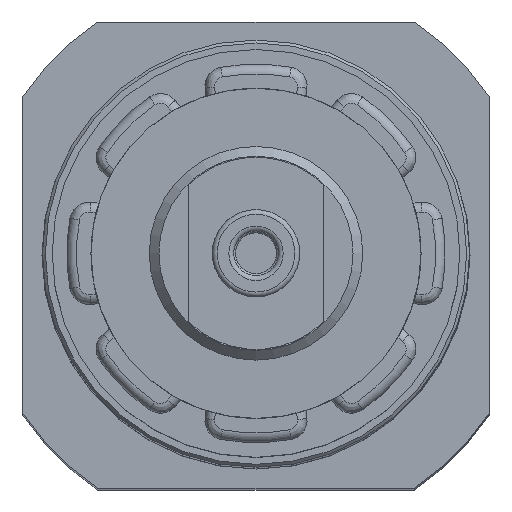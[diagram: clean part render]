
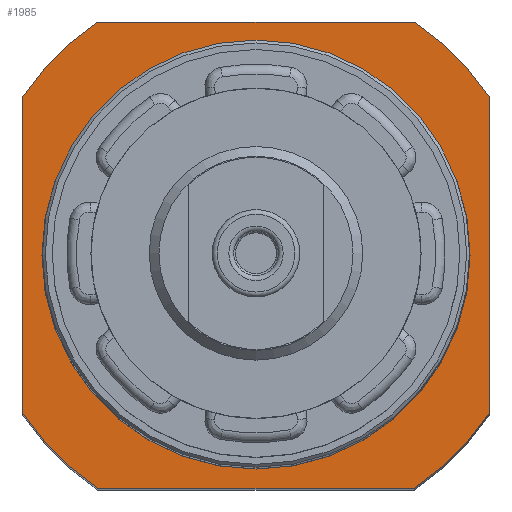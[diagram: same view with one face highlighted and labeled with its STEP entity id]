
A CAD part, top view. The second image highlights one B-rep face of the part: STEP entity #1985.
In plain terms, the highlighted planar face has unit normal (0, 0, 1).
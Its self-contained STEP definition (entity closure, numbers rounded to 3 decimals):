
#62=FACE_BOUND('',#560,.T.);
#87=PLANE('',#2262);
#183=LINE('',#3545,#289);
#184=LINE('',#3549,#290);
#185=LINE('',#3553,#291);
#186=LINE('',#3556,#292);
#289=VECTOR('',#2811,1000.);
#290=VECTOR('',#2814,1000.);
#291=VECTOR('',#2817,1000.);
#292=VECTOR('',#2820,1000.);
#425=FACE_OUTER_BOUND('',#559,.T.);
#559=EDGE_LOOP('',(#1610,#1611,#1612,#1613,#1614,#1615,#1616,#1617));
#560=EDGE_LOOP('',(#1618));
#729=CIRCLE('',#2193,22.05);
#780=CIRCLE('',#2263,29.);
#781=CIRCLE('',#2264,29.);
#782=CIRCLE('',#2265,29.);
#783=CIRCLE('',#2266,29.);
#909=VERTEX_POINT('',#3366);
#972=VERTEX_POINT('',#3541);
#973=VERTEX_POINT('',#3542);
#974=VERTEX_POINT('',#3544);
#975=VERTEX_POINT('',#3546);
#976=VERTEX_POINT('',#3548);
#977=VERTEX_POINT('',#3550);
#978=VERTEX_POINT('',#3552);
#979=VERTEX_POINT('',#3554);
#1126=EDGE_CURVE('',#909,#909,#729,.T.);
#1218=EDGE_CURVE('',#972,#973,#780,.T.);
#1219=EDGE_CURVE('',#974,#972,#183,.T.);
#1220=EDGE_CURVE('',#975,#974,#781,.T.);
#1221=EDGE_CURVE('',#976,#975,#184,.T.);
#1222=EDGE_CURVE('',#977,#976,#782,.T.);
#1223=EDGE_CURVE('',#978,#977,#185,.T.);
#1224=EDGE_CURVE('',#979,#978,#783,.T.);
#1225=EDGE_CURVE('',#973,#979,#186,.T.);
#1610=ORIENTED_EDGE('',*,*,#1218,.F.);
#1611=ORIENTED_EDGE('',*,*,#1219,.F.);
#1612=ORIENTED_EDGE('',*,*,#1220,.F.);
#1613=ORIENTED_EDGE('',*,*,#1221,.F.);
#1614=ORIENTED_EDGE('',*,*,#1222,.F.);
#1615=ORIENTED_EDGE('',*,*,#1223,.F.);
#1616=ORIENTED_EDGE('',*,*,#1224,.F.);
#1617=ORIENTED_EDGE('',*,*,#1225,.F.);
#1618=ORIENTED_EDGE('',*,*,#1126,.T.);
#1985=ADVANCED_FACE('',(#425,#62),#87,.F.);
#2193=AXIS2_PLACEMENT_3D('',#3368,#2628,#2629);
#2262=AXIS2_PLACEMENT_3D('',#3540,#2807,#2808);
#2263=AXIS2_PLACEMENT_3D('',#3543,#2809,#2810);
#2264=AXIS2_PLACEMENT_3D('',#3547,#2812,#2813);
#2265=AXIS2_PLACEMENT_3D('',#3551,#2815,#2816);
#2266=AXIS2_PLACEMENT_3D('',#3555,#2818,#2819);
#2628=DIRECTION('center_axis',(0.,0.,-1.));
#2629=DIRECTION('ref_axis',(-1.,0.,0.));
#2807=DIRECTION('center_axis',(0.,0.,-1.));
#2808=DIRECTION('ref_axis',(-1.,0.,0.));
#2809=DIRECTION('center_axis',(0.,0.,-1.));
#2810=DIRECTION('ref_axis',(-1.,0.,0.));
#2811=DIRECTION('',(0.,-1.,0.));
#2812=DIRECTION('center_axis',(0.,0.,-1.));
#2813=DIRECTION('ref_axis',(-1.,0.,0.));
#2814=DIRECTION('',(1.,0.,0.));
#2815=DIRECTION('center_axis',(0.,0.,-1.));
#2816=DIRECTION('ref_axis',(-1.,0.,0.));
#2817=DIRECTION('',(0.,1.,0.));
#2818=DIRECTION('center_axis',(0.,0.,-1.));
#2819=DIRECTION('ref_axis',(-1.,0.,0.));
#2820=DIRECTION('',(-1.,0.,0.));
#3366=CARTESIAN_POINT('',(-66.355,15.964,125.814));
#3368=CARTESIAN_POINT('Origin',(-44.305,15.964,125.814));
#3540=CARTESIAN_POINT('Origin',(-44.305,15.964,125.814));
#3541=CARTESIAN_POINT('',(-20.305,-0.315,125.814));
#3542=CARTESIAN_POINT('',(-28.027,-8.036,125.814));
#3543=CARTESIAN_POINT('Origin',(-44.305,15.964,125.814));
#3544=CARTESIAN_POINT('',(-20.305,32.243,125.814));
#3545=CARTESIAN_POINT('',(-20.305,-0.315,125.814));
#3546=CARTESIAN_POINT('',(-28.027,39.964,125.814));
#3547=CARTESIAN_POINT('Origin',(-44.305,15.964,125.814));
#3548=CARTESIAN_POINT('',(-60.584,39.964,125.814));
#3549=CARTESIAN_POINT('',(-60.584,39.964,125.814));
#3550=CARTESIAN_POINT('',(-68.305,32.243,125.814));
#3551=CARTESIAN_POINT('Origin',(-44.305,15.964,125.814));
#3552=CARTESIAN_POINT('',(-68.305,-0.315,125.814));
#3553=CARTESIAN_POINT('',(-68.305,-0.315,125.814));
#3554=CARTESIAN_POINT('',(-60.584,-8.036,125.814));
#3555=CARTESIAN_POINT('Origin',(-44.305,15.964,125.814));
#3556=CARTESIAN_POINT('',(-60.584,-8.036,125.814));
